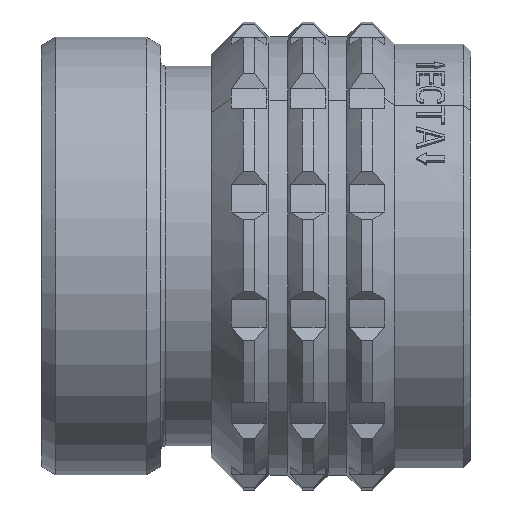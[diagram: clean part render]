
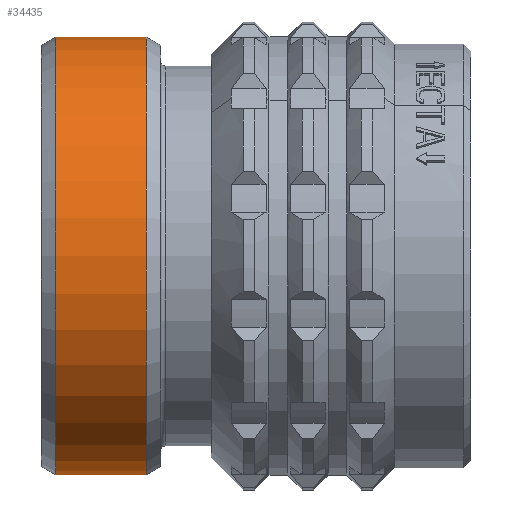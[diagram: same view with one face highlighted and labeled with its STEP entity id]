
A CAD part, top view. The second image highlights one B-rep face of the part: STEP entity #34435.
In plain terms, the highlighted cylindrical face has radius 15.175 mm (diameter 30.35 mm), a partial arc.
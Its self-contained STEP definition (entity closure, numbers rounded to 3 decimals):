
#132=DIRECTION('',(-1.,0.,0.));
#133=VECTOR('',#132,6.3);
#134=CARTESIAN_POINT('',(7.685,38.156,-22.981));
#135=LINE('2572',#134,#133);
#136=DIRECTION('',(-1.,0.,0.));
#137=VECTOR('',#136,6.3);
#138=CARTESIAN_POINT('',(7.685,7.806,-22.981));
#139=LINE('2578',#138,#137);
#145=CARTESIAN_POINT('',(7.685,22.981,-22.981));
#146=DIRECTION('',(1.,0.,0.));
#147=DIRECTION('',(0.,1.,0.));
#148=AXIS2_PLACEMENT_3D('',#145,#146,#147);
#150=CARTESIAN_POINT('',(1.385,22.981,-22.981));
#151=DIRECTION('',(1.,0.,0.));
#152=DIRECTION('',(0.,1.,0.));
#153=AXIS2_PLACEMENT_3D('',#150,#151,#152);
#28547=CARTESIAN_POINT('',(7.685,38.156,
-22.981));
#28549=VERTEX_POINT('',#28547);
#28550=CARTESIAN_POINT('',(1.385,38.156,
-22.981));
#28551=VERTEX_POINT('',#28550);
#28559=CARTESIAN_POINT('',(7.685,7.806,
-22.981));
#28561=VERTEX_POINT('',#28559);
#28562=CARTESIAN_POINT('',(1.385,7.806,
-22.981));
#28563=VERTEX_POINT('',#28562);
#34423=CARTESIAN_POINT('',(-1.105,22.981,
-22.981));
#34424=DIRECTION('',(1.,0.,0.));
#34425=DIRECTION('',(0.,-1.,0.));
#34426=AXIS2_PLACEMENT_3D('',#34423,#34424,#34425);
#34427=CYLINDRICAL_SURFACE('278',#34426,15.175);
#34428=ORIENTED_EDGE('2572',*,*,#34406,.F.);
#34429=ORIENTED_EDGE('2591',*,*,#34369,.T.);
#34430=ORIENTED_EDGE('2578',*,*,#34410,.T.);
#34432=ORIENTED_EDGE('2592',*,*,#34431,.F.);
#34433=EDGE_LOOP('278',(#34428,#34429,#34430,#34432));
#34434=FACE_OUTER_BOUND('278',#34433,.F.);
#149=CIRCLE('2591',#148,15.175);
#154=CIRCLE('2592',#153,15.175);
#34369=EDGE_CURVE('2591',#28549,#28561,#149,.T.);
#34406=EDGE_CURVE('2572',#28549,#28551,#135,.T.);
#34410=EDGE_CURVE('2578',#28561,#28563,#139,.T.);
#34431=EDGE_CURVE('2592',#28551,#28563,#154,.T.);
#34435=ADVANCED_FACE('278',(#34434),#34427,.T.);
